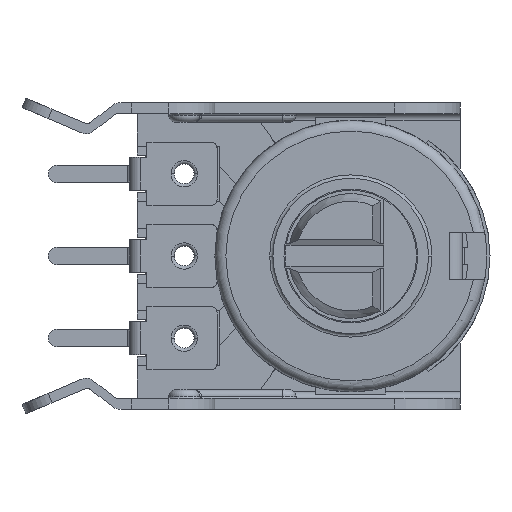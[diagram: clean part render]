
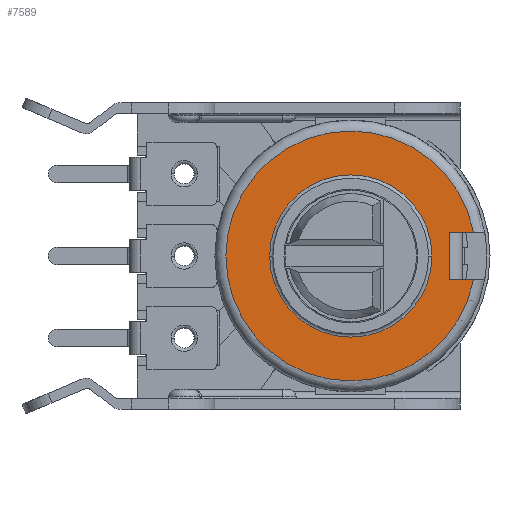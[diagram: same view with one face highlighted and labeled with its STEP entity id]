
A CAD part, front view. The second image highlights one B-rep face of the part: STEP entity #7589.
In plain terms, the highlighted planar face has unit normal (0, -1, 0).
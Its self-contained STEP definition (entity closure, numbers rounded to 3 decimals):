
#22=CARTESIAN_POINT('',(5.598,0.,1.075));
#24=CARTESIAN_POINT('',(0.,0.,0.));
#25=DIRECTION('',(0.,-1.,0.));
#26=DIRECTION('',(0.982,0.,0.189));
#27=AXIS2_PLACEMENT_3D('',#24,#25,#26);
#29=CARTESIAN_POINT('',(5.598,0.,-1.075));
#4840=DIRECTION('',(-1.,0.,0.));
#4841=VECTOR('',#4840,1.098);
#4842=CARTESIAN_POINT('',(5.598,0.,-1.075));
#4843=LINE('',#4842,#4841);
#4865=DIRECTION('',(0.,0.,1.));
#4866=VECTOR('',#4865,2.15);
#4867=CARTESIAN_POINT('',(4.5,0.,-1.075));
#4868=LINE('',#4867,#4866);
#5527=DIRECTION('',(1.,0.,0.));
#5528=VECTOR('',#5527,1.098);
#5529=CARTESIAN_POINT('',(4.5,0.,1.075));
#5530=LINE('',#5529,#5528);
#5660=CARTESIAN_POINT('',(0.,0.,0.));
#5661=DIRECTION('',(0.,-1.,0.));
#5662=DIRECTION('',(1.,0.,0.));
#5663=AXIS2_PLACEMENT_3D('',#5660,#5661,#5662);
#5675=CARTESIAN_POINT('',(0.,0.,0.));
#5676=DIRECTION('',(0.,-1.,0.));
#5677=DIRECTION('',(-1.,0.,0.));
#5678=AXIS2_PLACEMENT_3D('',#5675,#5676,#5677);
#5956=CARTESIAN_POINT('',(4.5,0.,-1.075));
#5957=CARTESIAN_POINT('',(4.5,0.,1.075));
#5958=VERTEX_POINT('',#5956);
#5959=VERTEX_POINT('',#5957);
#6020=VERTEX_POINT('',#29);
#6023=VERTEX_POINT('',#22);
#6024=CARTESIAN_POINT('',(3.7,0.,0.));
#6025=CARTESIAN_POINT('',(-3.7,0.,0.));
#6026=VERTEX_POINT('',#6024);
#6027=VERTEX_POINT('',#6025);
#7568=CARTESIAN_POINT('',(0.,0.,0.));
#7569=DIRECTION('',(0.,1.,0.));
#7570=DIRECTION('',(-1.,0.,0.));
#7571=AXIS2_PLACEMENT_3D('',#7568,#7569,#7570);
#7572=PLANE('',#7571);
#7574=ORIENTED_EDGE('',*,*,#7573,.F.);
#7576=ORIENTED_EDGE('',*,*,#7575,.F.);
#7578=ORIENTED_EDGE('',*,*,#7577,.F.);
#7580=ORIENTED_EDGE('',*,*,#7579,.F.);
#7581=EDGE_LOOP('',(#7574,#7576,#7578,#7580));
#7582=FACE_OUTER_BOUND('',#7581,.F.);
#7584=ORIENTED_EDGE('',*,*,#7583,.T.);
#7586=ORIENTED_EDGE('',*,*,#7585,.T.);
#7587=EDGE_LOOP('',(#7584,#7586));
#7588=FACE_BOUND('',#7587,.F.);
#7589=ADVANCED_FACE('',(#7582,#7588),#7572,.F.);
#28=CIRCLE('',#27,5.7);
#5664=CIRCLE('',#5663,3.7);
#5679=CIRCLE('',#5678,3.7);
#7573=EDGE_CURVE('',#6023,#6020,#28,.T.);
#7575=EDGE_CURVE('',#5959,#6023,#5530,.T.);
#7577=EDGE_CURVE('',#5958,#5959,#4868,.T.);
#7579=EDGE_CURVE('',#6020,#5958,#4843,.T.);
#7583=EDGE_CURVE('',#6026,#6027,#5664,.T.);
#7585=EDGE_CURVE('',#6027,#6026,#5679,.T.);
